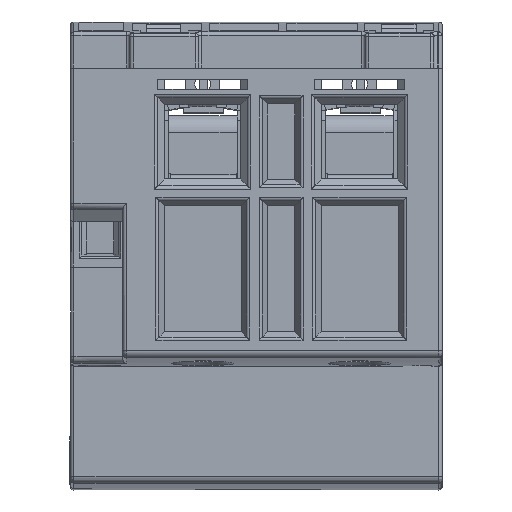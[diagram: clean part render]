
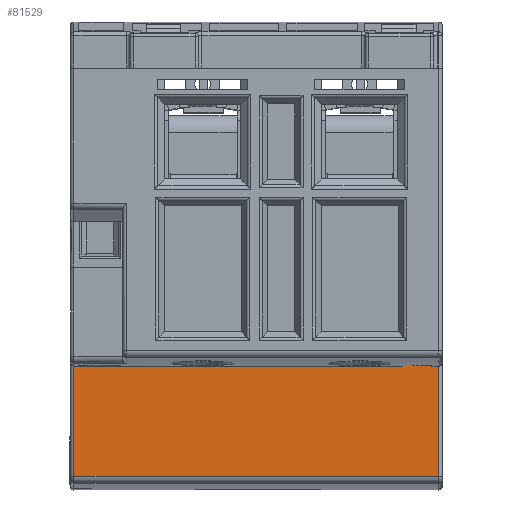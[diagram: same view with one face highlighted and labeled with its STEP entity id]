
A CAD part, front view. The second image highlights one B-rep face of the part: STEP entity #81529.
In plain terms, the highlighted planar face has unit normal (0, -1, 0).
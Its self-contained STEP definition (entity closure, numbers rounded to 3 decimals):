
#68094=CARTESIAN_POINT('',(-30.1,-22.5,0.));
#68096=DIRECTION('',(0.,0.,-1.));
#68097=VECTOR('',#68096,16.008);
#68098=CARTESIAN_POINT('',(-30.1,-22.5,0.));
#68099=LINE('',#68098,#68097);
#68105=DIRECTION('',(-1.,0.,0.));
#68106=VECTOR('',#68105,47.6);
#68107=CARTESIAN_POINT('',(17.5,-22.5,0.));
#68108=LINE('',#68107,#68106);
#68113=DIRECTION('',(-1.,0.,0.));
#68114=VECTOR('',#68113,1.);
#68115=CARTESIAN_POINT('',(22.9,-22.5,0.));
#68116=LINE('',#68115,#68114);
#68308=CARTESIAN_POINT('',(17.5,-22.5,0.5));
#68309=DIRECTION('',(0.,-1.,0.));
#68310=DIRECTION('',(0.,0.,-1.));
#68311=AXIS2_PLACEMENT_3D('',#68308,#68309,#68310);
#68313=CARTESIAN_POINT('',(22.9,-22.5,6.));
#68314=DIRECTION('',(0.,-1.,0.));
#68315=DIRECTION('',(0.,0.,-1.));
#68316=AXIS2_PLACEMENT_3D('',#68313,#68314,#68315);
#68318=DIRECTION('',(-0.832,0.,0.555));
#68319=VECTOR('',#68318,1.803);
#68320=CARTESIAN_POINT('',(23.4,-22.5,1.));
#68321=LINE('',#68320,#68319);
#68322=DIRECTION('',(-1.,0.,0.));
#68323=VECTOR('',#68322,0.5);
#68324=CARTESIAN_POINT('',(21.9,-22.5,2.));
#68325=LINE('',#68324,#68323);
#68326=DIRECTION('',(0.,0.,-1.));
#68327=VECTOR('',#68326,1.5);
#68328=CARTESIAN_POINT('',(21.4,-22.5,2.));
#68329=LINE('',#68328,#68327);
#68330=CARTESIAN_POINT('',(21.9,-22.5,0.5));
#68331=DIRECTION('',(0.,-1.,0.));
#68332=DIRECTION('',(-1.,0.,0.));
#68333=AXIS2_PLACEMENT_3D('',#68330,#68331,#68332);
#68335=DIRECTION('',(0.,0.,1.));
#68336=VECTOR('',#68335,16.008);
#68337=CARTESIAN_POINT('',(22.9,-22.5,-16.008));
#68338=LINE('',#68337,#68336);
#68445=DIRECTION('',(0.,0.,1.));
#68446=VECTOR('',#68445,5.);
#68447=CARTESIAN_POINT('',(23.4,-22.5,1.));
#68448=LINE('',#68447,#68446);
#68892=DIRECTION('',(1.,0.,0.));
#68893=VECTOR('',#68892,53.);
#68894=CARTESIAN_POINT('',(-30.1,-22.5,-16.008));
#68895=LINE('',#68894,#68893);
#72414=DIRECTION('',(-1.,0.,0.));
#72415=VECTOR('',#72414,4.9);
#72416=CARTESIAN_POINT('',(22.9,-22.5,5.5));
#72417=LINE('',#72416,#72415);
#72549=DIRECTION('',(0.,0.,-1.));
#72550=VECTOR('',#72549,5.);
#72551=CARTESIAN_POINT('',(18.,-22.5,5.5));
#72552=LINE('',#72551,#72550);
#77690=VERTEX_POINT('',#68094);
#77691=CARTESIAN_POINT('',(-30.1,-22.5,-16.008));
#77692=VERTEX_POINT('',#77691);
#77695=CARTESIAN_POINT('',(17.5,-22.5,0.));
#77696=VERTEX_POINT('',#77695);
#77699=CARTESIAN_POINT('',(22.9,-22.5,0.));
#77700=VERTEX_POINT('',#77699);
#77701=CARTESIAN_POINT('',(21.9,-22.5,0.));
#77702=VERTEX_POINT('',#77701);
#77715=CARTESIAN_POINT('',(22.9,-22.5,-16.008));
#77716=VERTEX_POINT('',#77715);
#77717=CARTESIAN_POINT('',(18.,-22.5,0.5));
#77718=VERTEX_POINT('',#77717);
#77719=CARTESIAN_POINT('',(18.,-22.5,5.5));
#77720=VERTEX_POINT('',#77719);
#77721=CARTESIAN_POINT('',(22.9,-22.5,5.5));
#77722=VERTEX_POINT('',#77721);
#77723=CARTESIAN_POINT('',(23.4,-22.5,6.));
#77724=VERTEX_POINT('',#77723);
#77725=CARTESIAN_POINT('',(23.4,-22.5,1.));
#77726=VERTEX_POINT('',#77725);
#77727=CARTESIAN_POINT('',(21.9,-22.5,2.));
#77728=VERTEX_POINT('',#77727);
#77729=CARTESIAN_POINT('',(21.4,-22.5,2.));
#77730=VERTEX_POINT('',#77729);
#77731=CARTESIAN_POINT('',(21.4,-22.5,0.5));
#77732=VERTEX_POINT('',#77731);
#81497=CARTESIAN_POINT('',(-30.6,-22.5,0.));
#81498=DIRECTION('',(0.,-1.,0.));
#81499=DIRECTION('',(0.,0.,-1.));
#81500=AXIS2_PLACEMENT_3D('',#81497,#81498,#81499);
#81501=PLANE('',#81500);
#81503=ORIENTED_EDGE('',*,*,#81502,.F.);
#81505=ORIENTED_EDGE('',*,*,#81504,.F.);
#81506=ORIENTED_EDGE('',*,*,#81428,.F.);
#81507=ORIENTED_EDGE('',*,*,#81454,.F.);
#81509=ORIENTED_EDGE('',*,*,#81508,.T.);
#81511=ORIENTED_EDGE('',*,*,#81510,.F.);
#81513=ORIENTED_EDGE('',*,*,#81512,.F.);
#81515=ORIENTED_EDGE('',*,*,#81514,.T.);
#81517=ORIENTED_EDGE('',*,*,#81516,.F.);
#81519=ORIENTED_EDGE('',*,*,#81518,.T.);
#81521=ORIENTED_EDGE('',*,*,#81520,.T.);
#81523=ORIENTED_EDGE('',*,*,#81522,.T.);
#81525=ORIENTED_EDGE('',*,*,#81524,.T.);
#81526=ORIENTED_EDGE('',*,*,#81464,.F.);
#81527=EDGE_LOOP('',(#81503,#81505,#81506,#81507,#81509,#81511,#81513,#81515,
#81517,#81519,#81521,#81523,#81525,#81526));
#81528=FACE_OUTER_BOUND('',#81527,.F.);
#81529=ADVANCED_FACE('',(#81528),#81501,.T.);
#68312=CIRCLE('',#68311,0.5);
#68317=CIRCLE('',#68316,0.5);
#68334=CIRCLE('',#68333,0.5);
#81428=EDGE_CURVE('',#77690,#77692,#68099,.T.);
#81454=EDGE_CURVE('',#77696,#77690,#68108,.T.);
#81464=EDGE_CURVE('',#77700,#77702,#68116,.T.);
#81502=EDGE_CURVE('',#77716,#77700,#68338,.T.);
#81504=EDGE_CURVE('',#77692,#77716,#68895,.T.);
#81508=EDGE_CURVE('',#77696,#77718,#68312,.T.);
#81510=EDGE_CURVE('',#77720,#77718,#72552,.T.);
#81512=EDGE_CURVE('',#77722,#77720,#72417,.T.);
#81514=EDGE_CURVE('',#77722,#77724,#68317,.T.);
#81516=EDGE_CURVE('',#77726,#77724,#68448,.T.);
#81518=EDGE_CURVE('',#77726,#77728,#68321,.T.);
#81520=EDGE_CURVE('',#77728,#77730,#68325,.T.);
#81522=EDGE_CURVE('',#77730,#77732,#68329,.T.);
#81524=EDGE_CURVE('',#77732,#77702,#68334,.T.);
